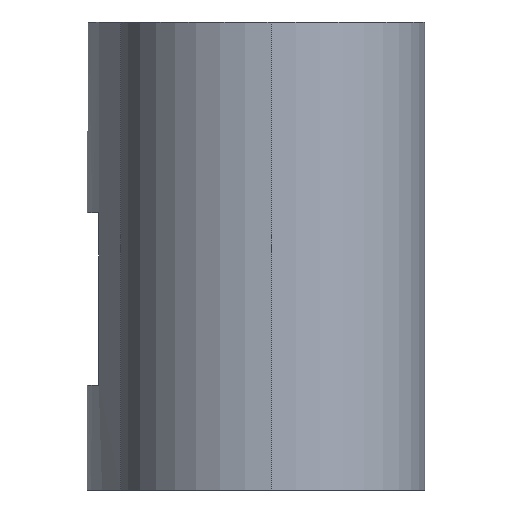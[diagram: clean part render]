
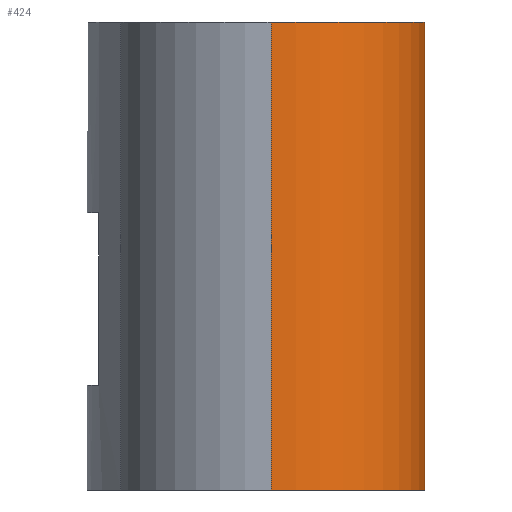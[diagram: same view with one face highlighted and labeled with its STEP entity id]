
A CAD part, left-side view. The second image highlights one B-rep face of the part: STEP entity #424.
In plain terms, the highlighted cylindrical face has radius 12.5 mm (diameter 25 mm), a partial arc.
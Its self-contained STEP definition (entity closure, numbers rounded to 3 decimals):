
#31 = ORIENTED_EDGE ( 'NONE', *, *, #767, .T. ) ;
#33 = CARTESIAN_POINT ( 'NONE',  ( -19.874, 90.596, -38. ) ) ;
#38 = CIRCLE ( 'NONE', #158, 12.5 ) ;
#80 = CYLINDRICAL_SURFACE ( 'NONE', #741, 12.5 ) ;
#89 = CARTESIAN_POINT ( 'NONE',  ( -22.552, 102.805, -38. ) ) ;
#95 = DIRECTION ( 'NONE',  ( 0., 0., 1. ) ) ;
#139 = CARTESIAN_POINT ( 'NONE',  ( -19.874, 90.596, 0. ) ) ;
#152 = DIRECTION ( 'NONE',  ( -1., 0., 0. ) ) ;
#158 = AXIS2_PLACEMENT_3D ( 'NONE', #230, #850, #462 ) ;
#167 = CARTESIAN_POINT ( 'NONE',  ( -35.052, 102.805, -38. ) ) ;
#168 = FACE_OUTER_BOUND ( 'NONE', #930, .T. ) ;
#177 = CIRCLE ( 'NONE', #372, 12.5 ) ;
#230 = CARTESIAN_POINT ( 'NONE',  ( -22.552, 102.805, 0. ) ) ;
#237 = ORIENTED_EDGE ( 'NONE', *, *, #700, .F. ) ;
#263 = VERTEX_POINT ( 'NONE', #326 ) ;
#287 = DIRECTION ( 'NONE',  ( 1., 0., 0. ) ) ;
#289 = VERTEX_POINT ( 'NONE', #139 ) ;
#291 = VERTEX_POINT ( 'NONE', #426 ) ;
#326 = CARTESIAN_POINT ( 'NONE',  ( -35.052, 102.805, -38. ) ) ;
#372 = AXIS2_PLACEMENT_3D ( 'NONE', #753, #736, #287 ) ;
#377 = DIRECTION ( 'NONE',  ( 0., 0., 1. ) ) ;
#408 = EDGE_CURVE ( 'NONE', #861, #289, #38, .T. ) ;
#424 = ADVANCED_FACE ( 'NONE', ( #168 ), #80, .T. ) ;
#426 = CARTESIAN_POINT ( 'NONE',  ( -19.874, 90.596, -38. ) ) ;
#441 = CARTESIAN_POINT ( 'NONE',  ( -35.052, 102.805, 0. ) ) ;
#462 = DIRECTION ( 'NONE',  ( 1., 0., 0. ) ) ;
#561 = LINE ( 'NONE', #33, #566 ) ;
#564 = VECTOR ( 'NONE', #95, 1000. ) ;
#566 = VECTOR ( 'NONE', #568, 1000. ) ;
#568 = DIRECTION ( 'NONE',  ( 0., 0., 1. ) ) ;
#597 = EDGE_CURVE ( 'NONE', #263, #291, #177, .T. ) ;
#669 = ORIENTED_EDGE ( 'NONE', *, *, #597, .T. ) ;
#700 = EDGE_CURVE ( 'NONE', #263, #861, #778, .T. ) ;
#736 = DIRECTION ( 'NONE',  ( 0., 0., 1. ) ) ;
#741 = AXIS2_PLACEMENT_3D ( 'NONE', #89, #377, #152 ) ;
#753 = CARTESIAN_POINT ( 'NONE',  ( -22.552, 102.805, -38. ) ) ;
#767 = EDGE_CURVE ( 'NONE', #291, #289, #561, .T. ) ;
#778 = LINE ( 'NONE', #167, #564 ) ;
#821 = ORIENTED_EDGE ( 'NONE', *, *, #408, .F. ) ;
#850 = DIRECTION ( 'NONE',  ( 0., 0., 1. ) ) ;
#861 = VERTEX_POINT ( 'NONE', #441 ) ;
#930 = EDGE_LOOP ( 'NONE', ( #237, #669, #31, #821 ) ) ;
